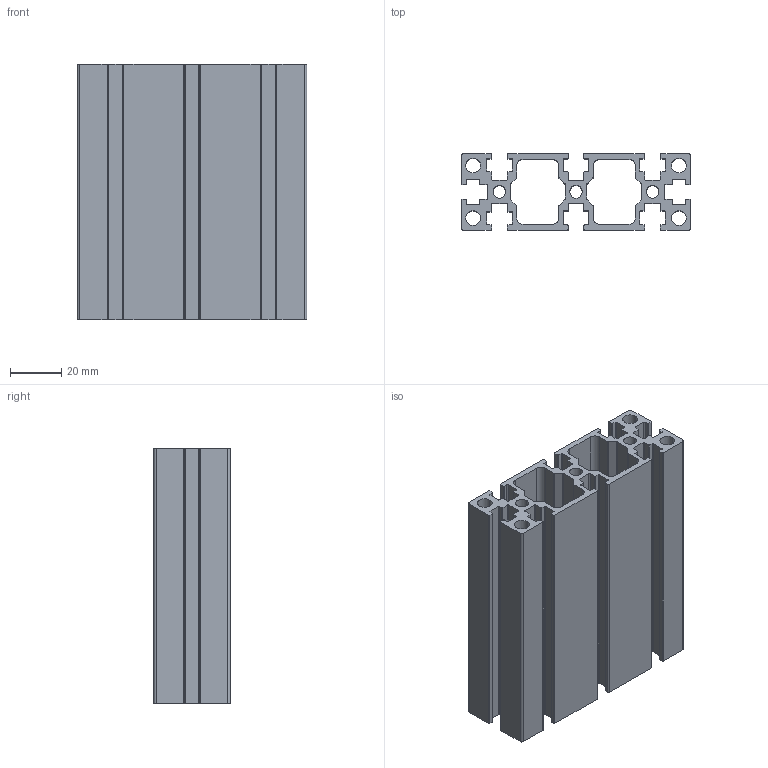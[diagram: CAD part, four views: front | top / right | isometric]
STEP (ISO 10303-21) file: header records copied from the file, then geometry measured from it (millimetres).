
FILE_DESCRIPTION (( 'STEP AP203' ), '1' );
FILE_NAME ('JL-6-3090G.STEP', '2019-07-23T05:53:46', ( 'admin' ), ( '' ), 'SwSTEP 2.0', 'SolidWorks 2017', '' );
FILE_SCHEMA (( 'CONFIG_CONTROL_DESIGN' ));
Length unit declared in the file: millimetre
Products named in the file (1): JL-6-3090G
Bounding box: 90 x 30 x 100 mm (x, y, z)
Volume: 94576.5 mm3; surface area: 76542.7 mm2
Topology: 1 solids, 1 shells, 418 faces, 1221 edges, 814 vertices
Faces by surface type: plane 252, cylinder 138, bspline 28
Entity records: 14846 total; most frequent: CARTESIAN_POINT 3562, ORIENTED_EDGE 2442, DIRECTION 2223, EDGE_CURVE 1221, VECTOR 889, LINE 889, VERTEX_POINT 814, AXIS2_PLACEMENT_3D 667
